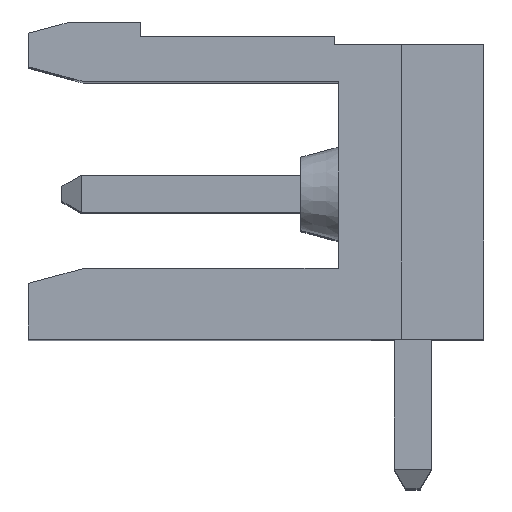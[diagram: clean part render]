
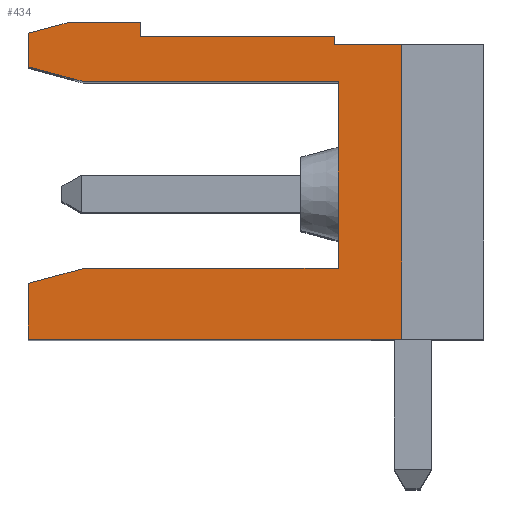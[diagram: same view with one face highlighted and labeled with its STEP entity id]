
A CAD part, top view. The second image highlights one B-rep face of the part: STEP entity #434.
In plain terms, the highlighted planar face has unit normal (0, 0, 1).
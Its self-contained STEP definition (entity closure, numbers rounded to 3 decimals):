
#434 = ADVANCED_FACE( '', ( #1083 ), #1084, .T. );
#1083 = FACE_OUTER_BOUND( '', #1961, .T. );
#1084 = PLANE( '', #1962 );
#1961 = EDGE_LOOP( '', ( #3224, #3225, #3226, #3227, #3228, #3229, #3230, #3231, #3232, #3233, #3234, #3235, #3236, #3237, #3238 ) );
#1962 = AXIS2_PLACEMENT_3D( '', #3239, #3240, #3241 );
#3224 = ORIENTED_EDGE( '', *, *, #5414, .F. );
#3225 = ORIENTED_EDGE( '', *, *, #5583, .F. );
#3226 = ORIENTED_EDGE( '', *, *, #5584, .F. );
#3227 = ORIENTED_EDGE( '', *, *, #5585, .F. );
#3228 = ORIENTED_EDGE( '', *, *, #5586, .F. );
#3229 = ORIENTED_EDGE( '', *, *, #5587, .T. );
#3230 = ORIENTED_EDGE( '', *, *, #5588, .F. );
#3231 = ORIENTED_EDGE( '', *, *, #5589, .F. );
#3232 = ORIENTED_EDGE( '', *, *, #5590, .F. );
#3233 = ORIENTED_EDGE( '', *, *, #5553, .F. );
#3234 = ORIENTED_EDGE( '', *, *, #5591, .F. );
#3235 = ORIENTED_EDGE( '', *, *, #5592, .T. );
#3236 = ORIENTED_EDGE( '', *, *, #5593, .T. );
#3237 = ORIENTED_EDGE( '', *, *, #5594, .T. );
#3238 = ORIENTED_EDGE( '', *, *, #5595, .T. );
#3239 = CARTESIAN_POINT( '', ( 194.225, 203.51, 66.04 ) );
#3240 = DIRECTION( '', ( 0., 0., 1. ) );
#3241 = DIRECTION( '', ( 1., 0., 0. ) );
#5414 = EDGE_CURVE( '', #6568, #6570, #6571, .T. );
#5553 = EDGE_CURVE( '', #6804, #6806, #6807, .T. );
#5583 = EDGE_CURVE( '', #6858, #6568, #6859, .T. );
#5584 = EDGE_CURVE( '', #6860, #6858, #6861, .T. );
#5585 = EDGE_CURVE( '', #6862, #6860, #6863, .T. );
#5586 = EDGE_CURVE( '', #6864, #6862, #6865, .T. );
#5587 = EDGE_CURVE( '', #6864, #6866, #6867, .T. );
#5588 = EDGE_CURVE( '', #6868, #6866, #6869, .T. );
#5589 = EDGE_CURVE( '', #6870, #6868, #6871, .T. );
#5590 = EDGE_CURVE( '', #6806, #6870, #6872, .T. );
#5591 = EDGE_CURVE( '', #6873, #6804, #6874, .T. );
#5592 = EDGE_CURVE( '', #6873, #6875, #6876, .T. );
#5593 = EDGE_CURVE( '', #6875, #6877, #6878, .T. );
#5594 = EDGE_CURVE( '', #6877, #6879, #6880, .T. );
#5595 = EDGE_CURVE( '', #6879, #6570, #6881, .T. );
#6568 = VERTEX_POINT( '', #8207 );
#6570 = VERTEX_POINT( '', #8210 );
#6571 = LINE( '', #8211, #8212 );
#6804 = VERTEX_POINT( '', #8555 );
#6806 = VERTEX_POINT( '', #8558 );
#6807 = LINE( '', #8559, #8560 );
#6858 = VERTEX_POINT( '', #8635 );
#6859 = LINE( '', #8636, #8637 );
#6860 = VERTEX_POINT( '', #8638 );
#6861 = LINE( '', #8639, #8640 );
#6862 = VERTEX_POINT( '', #8641 );
#6863 = LINE( '', #8642, #8643 );
#6864 = VERTEX_POINT( '', #8644 );
#6865 = LINE( '', #8645, #8646 );
#6866 = VERTEX_POINT( '', #8647 );
#6867 = LINE( '', #8648, #8649 );
#6868 = VERTEX_POINT( '', #8650 );
#6869 = LINE( '', #8651, #8652 );
#6870 = VERTEX_POINT( '', #8653 );
#6871 = LINE( '', #8654, #8655 );
#6872 = LINE( '', #8656, #8657 );
#6873 = VERTEX_POINT( '', #8658 );
#6874 = LINE( '', #8659, #8660 );
#6875 = VERTEX_POINT( '', #8661 );
#6876 = LINE( '', #8662, #8663 );
#6877 = VERTEX_POINT( '', #8664 );
#6878 = LINE( '', #8665, #8666 );
#6879 = VERTEX_POINT( '', #8667 );
#6880 = LINE( '', #8668, #8669 );
#6881 = LINE( '', #8670, #8671 );
#8207 = CARTESIAN_POINT( '', ( 195.718, 203.11, 66.04 ) );
#8210 = CARTESIAN_POINT( '', ( 194.225, 203.51, 66.04 ) );
#8211 = CARTESIAN_POINT( '', ( 195.718, 203.11, 66.04 ) );
#8212 = VECTOR( '', #10079, 1000. );
#8555 = CARTESIAN_POINT( '', ( 202.425, 204.31, 66.04 ) );
#8558 = CARTESIAN_POINT( '', ( 202.425, 204.11, 66.04 ) );
#8559 = CARTESIAN_POINT( '', ( 202.425, 204.11, 66.04 ) );
#8560 = VECTOR( '', #10203, 1000. );
#8635 = CARTESIAN_POINT( '', ( 202.525, 203.11, 66.04 ) );
#8636 = CARTESIAN_POINT( '', ( 202.525, 203.11, 66.04 ) );
#8637 = VECTOR( '', #10228, 1000. );
#8638 = CARTESIAN_POINT( '', ( 202.525, 198.11, 66.04 ) );
#8639 = CARTESIAN_POINT( '', ( 202.525, 198.11, 66.04 ) );
#8640 = VECTOR( '', #10229, 1000. );
#8641 = CARTESIAN_POINT( '', ( 195.725, 198.11, 66.04 ) );
#8642 = CARTESIAN_POINT( '', ( 195.725, 198.11, 66.04 ) );
#8643 = VECTOR( '', #10230, 1000. );
#8644 = CARTESIAN_POINT( '', ( 194.225, 197.708, 66.04 ) );
#8645 = CARTESIAN_POINT( '', ( 194.225, 197.708, 66.04 ) );
#8646 = VECTOR( '', #10231, 1000. );
#8647 = CARTESIAN_POINT( '', ( 194.225, 196.21, 66.04 ) );
#8648 = CARTESIAN_POINT( '', ( 194.225, 204.31, 66.04 ) );
#8649 = VECTOR( '', #10232, 1000. );
#8650 = CARTESIAN_POINT( '', ( 204.225, 196.21, 66.04 ) );
#8651 = CARTESIAN_POINT( '', ( 194.225, 196.21, 66.04 ) );
#8652 = VECTOR( '', #10233, 1000. );
#8653 = CARTESIAN_POINT( '', ( 204.225, 204.11, 66.04 ) );
#8654 = CARTESIAN_POINT( '', ( 204.225, 204.11, 66.04 ) );
#8655 = VECTOR( '', #10234, 1000. );
#8656 = CARTESIAN_POINT( '', ( 206.425, 204.11, 66.04 ) );
#8657 = VECTOR( '', #10235, 1000. );
#8658 = CARTESIAN_POINT( '', ( 197.225, 204.31, 66.04 ) );
#8659 = CARTESIAN_POINT( '', ( 202.425, 204.31, 66.04 ) );
#8660 = VECTOR( '', #10236, 1000. );
#8661 = CARTESIAN_POINT( '', ( 197.225, 204.71, 66.04 ) );
#8662 = CARTESIAN_POINT( '', ( 197.225, 204.81, 66.04 ) );
#8663 = VECTOR( '', #10237, 1000. );
#8664 = CARTESIAN_POINT( '', ( 195.345, 204.71, 66.04 ) );
#8665 = CARTESIAN_POINT( '', ( 195.718, 204.71, 66.04 ) );
#8666 = VECTOR( '', #10238, 1000. );
#8667 = CARTESIAN_POINT( '', ( 194.225, 204.41, 66.04 ) );
#8668 = CARTESIAN_POINT( '', ( 194.225, 204.41, 66.04 ) );
#8669 = VECTOR( '', #10239, 1000. );
#8670 = CARTESIAN_POINT( '', ( 194.225, 204.31, 66.04 ) );
#8671 = VECTOR( '', #10240, 1000. );
#10079 = DIRECTION( '', ( -0.966, 0.259, 0. ) );
#10203 = DIRECTION( '', ( 0., -1., 0. ) );
#10228 = DIRECTION( '', ( -1., 0., 0. ) );
#10229 = DIRECTION( '', ( 0., 1., 0. ) );
#10230 = DIRECTION( '', ( 1., 0., 0. ) );
#10231 = DIRECTION( '', ( 0.966, 0.259, 0. ) );
#10232 = DIRECTION( '', ( 0., -1., 0. ) );
#10233 = DIRECTION( '', ( -1., 0., 0. ) );
#10234 = DIRECTION( '', ( 0., -1., 0. ) );
#10235 = DIRECTION( '', ( 1., 0., 0. ) );
#10236 = DIRECTION( '', ( 1., 0., 0. ) );
#10237 = DIRECTION( '', ( 0., 1., 0. ) );
#10238 = DIRECTION( '', ( -1., 0., 0. ) );
#10239 = DIRECTION( '', ( -0.966, -0.259, 0. ) );
#10240 = DIRECTION( '', ( 0., -1., 0. ) );
